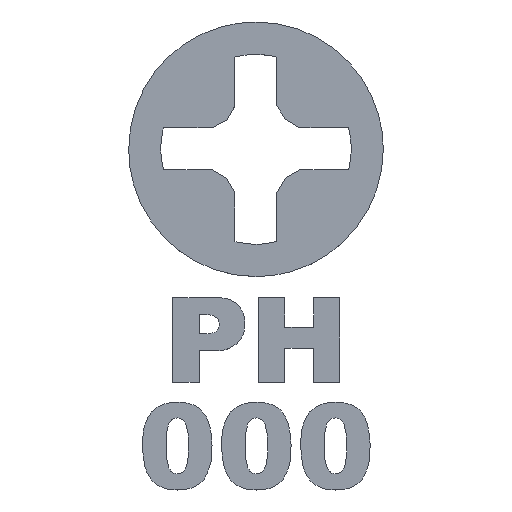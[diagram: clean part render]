
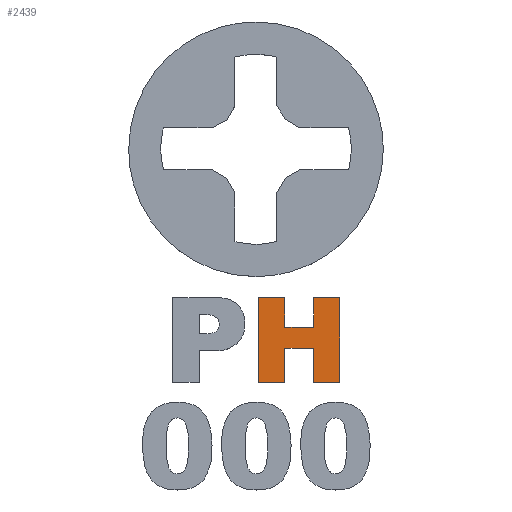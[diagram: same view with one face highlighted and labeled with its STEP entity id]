
A CAD part, top view. The second image highlights one B-rep face of the part: STEP entity #2439.
In plain terms, the highlighted planar face has unit normal (0, 0, 1).
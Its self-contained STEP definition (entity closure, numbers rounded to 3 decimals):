
#383=FACE_OUTER_BOUND('',#523,.T.);
#523=EDGE_LOOP('',(#2049,#2050,#2051,#2052,#2053,#2054,#2055,#2056,#2057,
#2058,#2059,#2060));
#675=LINE('',#4172,#869);
#679=LINE('',#4180,#873);
#682=LINE('',#4186,#876);
#685=LINE('',#4192,#879);
#688=LINE('',#4198,#882);
#691=LINE('',#4204,#885);
#694=LINE('',#4210,#888);
#697=LINE('',#4216,#891);
#700=LINE('',#4222,#894);
#703=LINE('',#4228,#897);
#706=LINE('',#4234,#900);
#709=LINE('',#4239,#903);
#869=VECTOR('',#2702,10.);
#873=VECTOR('',#2708,10.);
#876=VECTOR('',#2713,10.);
#879=VECTOR('',#2718,10.);
#882=VECTOR('',#2723,10.);
#885=VECTOR('',#2728,10.);
#888=VECTOR('',#2733,10.);
#891=VECTOR('',#2738,10.);
#894=VECTOR('',#2743,10.);
#897=VECTOR('',#2748,10.);
#900=VECTOR('',#2753,10.);
#903=VECTOR('',#2758,10.);
#1103=VERTEX_POINT('',#4170);
#1104=VERTEX_POINT('',#4171);
#1107=VERTEX_POINT('',#4179);
#1109=VERTEX_POINT('',#4185);
#1111=VERTEX_POINT('',#4191);
#1113=VERTEX_POINT('',#4197);
#1115=VERTEX_POINT('',#4203);
#1117=VERTEX_POINT('',#4209);
#1119=VERTEX_POINT('',#4215);
#1121=VERTEX_POINT('',#4221);
#1123=VERTEX_POINT('',#4227);
#1125=VERTEX_POINT('',#4233);
#1419=EDGE_CURVE('',#1103,#1104,#675,.T.);
#1423=EDGE_CURVE('',#1107,#1103,#679,.T.);
#1426=EDGE_CURVE('',#1109,#1107,#682,.T.);
#1429=EDGE_CURVE('',#1111,#1109,#685,.T.);
#1432=EDGE_CURVE('',#1113,#1111,#688,.T.);
#1435=EDGE_CURVE('',#1115,#1113,#691,.T.);
#1438=EDGE_CURVE('',#1117,#1115,#694,.T.);
#1441=EDGE_CURVE('',#1119,#1117,#697,.T.);
#1444=EDGE_CURVE('',#1121,#1119,#700,.T.);
#1447=EDGE_CURVE('',#1123,#1121,#703,.T.);
#1450=EDGE_CURVE('',#1125,#1123,#706,.T.);
#1453=EDGE_CURVE('',#1104,#1125,#709,.T.);
#2049=ORIENTED_EDGE('',*,*,#1453,.F.);
#2050=ORIENTED_EDGE('',*,*,#1419,.F.);
#2051=ORIENTED_EDGE('',*,*,#1423,.F.);
#2052=ORIENTED_EDGE('',*,*,#1426,.F.);
#2053=ORIENTED_EDGE('',*,*,#1429,.F.);
#2054=ORIENTED_EDGE('',*,*,#1432,.F.);
#2055=ORIENTED_EDGE('',*,*,#1435,.F.);
#2056=ORIENTED_EDGE('',*,*,#1438,.F.);
#2057=ORIENTED_EDGE('',*,*,#1441,.F.);
#2058=ORIENTED_EDGE('',*,*,#1444,.F.);
#2059=ORIENTED_EDGE('',*,*,#1447,.F.);
#2060=ORIENTED_EDGE('',*,*,#1450,.F.);
#2335=PLANE('',#2536);
#2439=ADVANCED_FACE('',(#383),#2335,.T.);
#2536=AXIS2_PLACEMENT_3D('',#4241,#2760,#2761);
#2702=DIRECTION('',(-1.,0.,0.));
#2708=DIRECTION('',(0.,-1.,0.));
#2713=DIRECTION('',(-1.,0.,0.));
#2718=DIRECTION('',(0.,1.,0.));
#2723=DIRECTION('',(-1.,0.,0.));
#2728=DIRECTION('',(0.,-1.,0.));
#2733=DIRECTION('',(1.,0.,0.));
#2738=DIRECTION('',(0.,1.,0.));
#2743=DIRECTION('',(1.,0.,0.));
#2748=DIRECTION('',(0.,-1.,0.));
#2753=DIRECTION('',(1.,0.,0.));
#2758=DIRECTION('',(0.,1.,0.));
#2760=DIRECTION('center_axis',(0.,0.,
1.));
#2761=DIRECTION('ref_axis',(-1.,0.,0.));
#4170=CARTESIAN_POINT('',(11.341,-18.,0.));
#4171=CARTESIAN_POINT('',(10.105,-18.,0.));
#4172=CARTESIAN_POINT('',(11.341,-18.,0.));
#4179=CARTESIAN_POINT('',(11.341,-16.382,0.));
#4180=CARTESIAN_POINT('',(11.341,-16.382,0.));
#4185=CARTESIAN_POINT('',(12.692,-16.382,0.));
#4186=CARTESIAN_POINT('',(12.692,-16.382,0.));
#4191=CARTESIAN_POINT('',(12.692,-18.,0.));
#4192=CARTESIAN_POINT('',(12.692,-18.,0.));
#4197=CARTESIAN_POINT('',(13.933,-18.,0.));
#4198=CARTESIAN_POINT('',(13.933,-18.,0.));
#4203=CARTESIAN_POINT('',(13.933,-14.,0.));
#4204=CARTESIAN_POINT('',(13.933,-14.,0.));
#4209=CARTESIAN_POINT('',(12.692,-14.,0.));
#4210=CARTESIAN_POINT('',(12.692,-14.,0.));
#4215=CARTESIAN_POINT('',(12.692,-15.4,0.));
#4216=CARTESIAN_POINT('',(12.692,-15.4,0.));
#4221=CARTESIAN_POINT('',(11.341,-15.4,0.));
#4222=CARTESIAN_POINT('',(11.341,-15.4,0.));
#4227=CARTESIAN_POINT('',(11.341,-14.,0.));
#4228=CARTESIAN_POINT('',(11.341,-14.,0.));
#4233=CARTESIAN_POINT('',(10.105,-14.,0.));
#4234=CARTESIAN_POINT('',(10.105,-14.,0.));
#4239=CARTESIAN_POINT('',(10.105,-18.,0.));
#4241=CARTESIAN_POINT('Origin',(12.019,-16.,0.));
